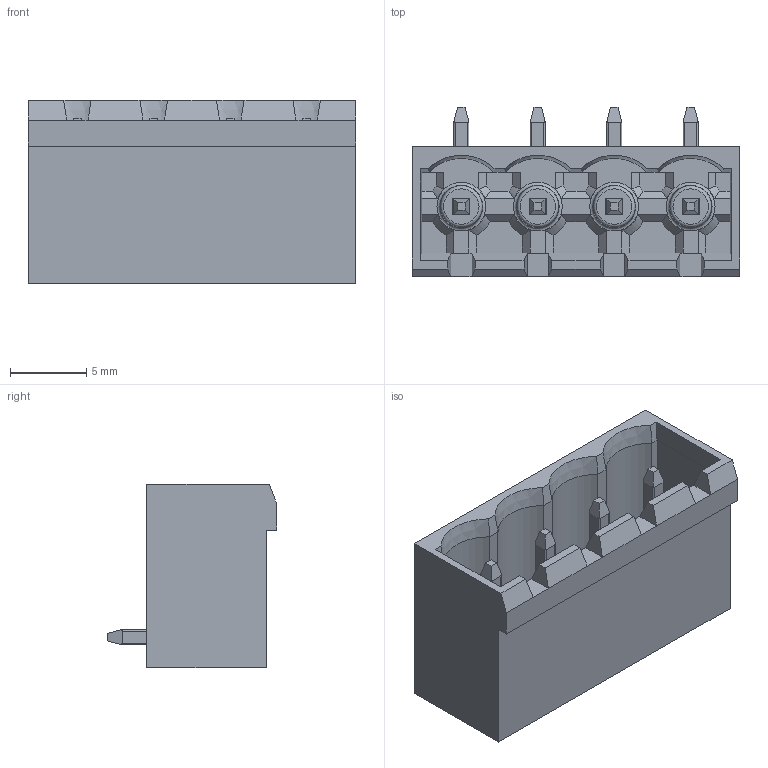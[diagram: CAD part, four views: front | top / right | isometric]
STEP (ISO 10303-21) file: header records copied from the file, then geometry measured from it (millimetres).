
FILE_DESCRIPTION(/* description */ ('Unknown'),/* implementation_level */ '2;1');
FILE_NAME(/* name */ '691701710104B',/* time_stamp */ '2024-01-10T15:35:16+01:00',/* author */ ('Unknown'),/* organization */ ('Unknown'),/* preprocessor_version */ 'ST-DEVELOPER v18.102',/* originating_system */ 'Solid Edge',/* authorisation */ 'Unknown');
FILE_SCHEMA (('AUTOMOTIVE_DESIGN {1 0 10303 214 3 1 1}'));
Length unit declared in the file: millimetre
Products named in the file (3): 6917017101xxB; 691701700104B; 6917015300xxB_Pin
Assembly tree (5 placements, depth 2):
  6917017101xxB
    691701700104B
    6917015300xxB_Pin  x4
Bounding box: 21.4 x 11.1 x 12 mm (x, y, z)
Volume: 874.9 mm3; surface area: 2063.1 mm2
Topology: 5 solids, 5 shells, 379 faces, 995 edges, 630 vertices
Faces by surface type: plane 267, cylinder 60, cone 24, torus 24, sphere 4
Entity records: 8753 total; most frequent: CARTESIAN_POINT 1628, ORIENTED_EDGE 1478, DIRECTION 1401, EDGE_CURVE 739, LINE 587, VECTOR 587, VERTEX_POINT 474, AXIS2_PLACEMENT_3D 407
